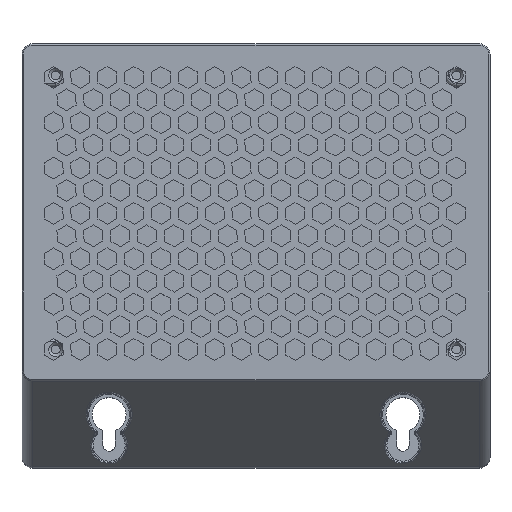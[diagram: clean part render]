
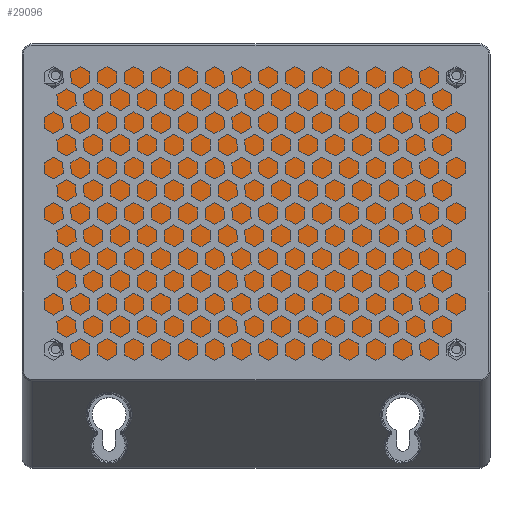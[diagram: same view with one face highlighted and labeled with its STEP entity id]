
A CAD part, top view. The second image highlights one B-rep face of the part: STEP entity #29096.
In plain terms, the highlighted planar face has unit normal (0, 0, 1).
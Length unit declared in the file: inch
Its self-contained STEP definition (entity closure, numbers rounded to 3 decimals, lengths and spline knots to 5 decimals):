
#695=CIRCLE('',#30608,0.15625);
#708=CIRCLE('',#30629,0.15625);
#727=CIRCLE('',#30664,0.15625);
#737=CIRCLE('',#30691,0.15625);
#895=LINE('',#40547,#4887);
#897=LINE('',#40556,#4889);
#901=LINE('',#40576,#4893);
#903=LINE('',#40589,#4895);
#905=LINE('',#40598,#4897);
#917=LINE('',#40649,#4909);
#921=LINE('',#40658,#4913);
#923=LINE('',#40667,#4915);
#927=LINE('',#40673,#4919);
#932=LINE('',#40690,#4924);
#941=LINE('',#40714,#4933);
#943=LINE('',#40723,#4935);
#4887=VECTOR('',#32549,0.3937);
#4889=VECTOR('',#32561,0.3937);
#4893=VECTOR('',#32585,0.3937);
#4895=VECTOR('',#32599,0.3937);
#4897=VECTOR('',#32611,0.3937);
#4909=VECTOR('',#32677,0.3937);
#4913=VECTOR('',#32687,0.3937);
#4915=VECTOR('',#32699,0.3937);
#4919=VECTOR('',#32707,0.3937);
#4924=VECTOR('',#32730,0.3937);
#4933=VECTOR('',#32761,0.3937);
#4935=VECTOR('',#32773,0.3937);
#8794=PLANE('',#30717);
#10229=FACE_OUTER_BOUND('',#11713,.T.);
#11713=EDGE_LOOP('',(#21169,#21170,#21171,#21172,#21173,#21174,#21175,#21176,
#21177,#21178,#21179,#21180,#21181,#21182,#21183,#21184));
#13632=VERTEX_POINT('',#40485);
#13638=VERTEX_POINT('',#40500);
#13646=VERTEX_POINT('',#40518);
#13650=VERTEX_POINT('',#40530);
#13653=VERTEX_POINT('',#40537);
#13657=VERTEX_POINT('',#40545);
#13659=VERTEX_POINT('',#40551);
#13660=VERTEX_POINT('',#40562);
#13663=VERTEX_POINT('',#40569);
#13666=VERTEX_POINT('',#40579);
#13670=VERTEX_POINT('',#40587);
#13672=VERTEX_POINT('',#40593);
#13686=VERTEX_POINT('',#40656);
#13688=VERTEX_POINT('',#40662);
#13695=VERTEX_POINT('',#40712);
#13697=VERTEX_POINT('',#40718);
#16514=EDGE_CURVE('',#13657,#13646,#895,.T.);
#16517=EDGE_CURVE('',#13659,#13657,#695,.T.);
#16519=EDGE_CURVE('',#13653,#13659,#897,.T.);
#16529=EDGE_CURVE('',#13663,#13653,#901,.T.);
#16535=EDGE_CURVE('',#13670,#13663,#903,.T.);
#16538=EDGE_CURVE('',#13672,#13670,#708,.T.);
#16540=EDGE_CURVE('',#13666,#13672,#905,.T.);
#16567=EDGE_CURVE('',#13660,#13666,#917,.T.);
#16572=EDGE_CURVE('',#13686,#13660,#921,.T.);
#16575=EDGE_CURVE('',#13688,#13686,#727,.T.);
#16577=EDGE_CURVE('',#13650,#13688,#923,.T.);
#16581=EDGE_CURVE('',#13638,#13650,#927,.T.);
#16590=EDGE_CURVE('',#13646,#13632,#932,.T.);
#16603=EDGE_CURVE('',#13695,#13638,#941,.T.);
#16606=EDGE_CURVE('',#13697,#13695,#737,.T.);
#16608=EDGE_CURVE('',#13632,#13697,#943,.T.);
#21169=ORIENTED_EDGE('',*,*,#16514,.F.);
#21170=ORIENTED_EDGE('',*,*,#16517,.F.);
#21171=ORIENTED_EDGE('',*,*,#16519,.F.);
#21172=ORIENTED_EDGE('',*,*,#16529,.F.);
#21173=ORIENTED_EDGE('',*,*,#16535,.F.);
#21174=ORIENTED_EDGE('',*,*,#16538,.F.);
#21175=ORIENTED_EDGE('',*,*,#16540,.F.);
#21176=ORIENTED_EDGE('',*,*,#16567,.F.);
#21177=ORIENTED_EDGE('',*,*,#16572,.F.);
#21178=ORIENTED_EDGE('',*,*,#16575,.F.);
#21179=ORIENTED_EDGE('',*,*,#16577,.F.);
#21180=ORIENTED_EDGE('',*,*,#16581,.F.);
#21181=ORIENTED_EDGE('',*,*,#16603,.F.);
#21182=ORIENTED_EDGE('',*,*,#16606,.F.);
#21183=ORIENTED_EDGE('',*,*,#16608,.F.);
#21184=ORIENTED_EDGE('',*,*,#16590,.F.);
#29096=ADVANCED_FACE('',(#10229),#8794,.T.);
#30608=AXIS2_PLACEMENT_3D('',#40553,#32555,#32556);
#30629=AXIS2_PLACEMENT_3D('',#40595,#32605,#32606);
#30664=AXIS2_PLACEMENT_3D('',#40664,#32693,#32694);
#30691=AXIS2_PLACEMENT_3D('',#40720,#32767,#32768);
#30717=AXIS2_PLACEMENT_3D('',#40790,#32849,#32850);
#32549=DIRECTION('',(0.,1.,0.));
#32555=DIRECTION('center_axis',(0.,0.,1.));
#32556=DIRECTION('ref_axis',(0.707,-0.707,0.));
#32561=DIRECTION('',(1.,0.,0.));
#32585=DIRECTION('',(0.,1.,0.));
#32599=DIRECTION('',(-1.,0.,0.));
#32605=DIRECTION('center_axis',(0.,0.,1.));
#32606=DIRECTION('ref_axis',(0.707,0.707,0.));
#32611=DIRECTION('',(0.,1.,0.));
#32677=DIRECTION('',(-1.,0.,0.));
#32687=DIRECTION('',(0.,-1.,0.));
#32693=DIRECTION('center_axis',(0.,0.,1.));
#32694=DIRECTION('ref_axis',(-0.707,0.707,0.));
#32699=DIRECTION('',(-1.,0.,0.));
#32707=DIRECTION('',(0.,-1.,0.));
#32730=DIRECTION('',(1.,0.,0.));
#32761=DIRECTION('',(1.,0.,0.));
#32767=DIRECTION('center_axis',(0.,0.,1.));
#32768=DIRECTION('ref_axis',(-0.707,-0.707,0.));
#32773=DIRECTION('',(0.,-1.,0.));
#32849=DIRECTION('center_axis',(0.,0.,1.));
#32850=DIRECTION('ref_axis',(1.,0.,0.));
#40485=CARTESIAN_POINT('',(4.64375,0.09375,0.0625));
#40500=CARTESIAN_POINT('',(5.09375,-0.33125,0.0625));
#40518=CARTESIAN_POINT('',(0.35625,0.09375,0.0625));
#40530=CARTESIAN_POINT('',(5.09375,-3.16875,0.0625));
#40537=CARTESIAN_POINT('',(-0.09375,-0.33125,0.0625));
#40545=CARTESIAN_POINT('',(0.35625,-0.175,0.0625));
#40547=CARTESIAN_POINT('',(0.35625,-0.9625,0.0625));
#40551=CARTESIAN_POINT('',(0.2,-0.33125,0.0625));
#40553=CARTESIAN_POINT('Origin',(0.2,-0.175,0.0625));
#40556=CARTESIAN_POINT('',(1.1875,-0.33125,0.0625));
#40562=CARTESIAN_POINT('',(4.64375,-3.59375,0.0625));
#40569=CARTESIAN_POINT('',(-0.09375,-3.16875,0.0625));
#40576=CARTESIAN_POINT('',(-0.09375,-2.475,0.0625));
#40579=CARTESIAN_POINT('',(0.35625,-3.59375,0.0625));
#40587=CARTESIAN_POINT('',(0.2,-3.16875,0.0625));
#40589=CARTESIAN_POINT('',(1.35,-3.16875,0.0625));
#40593=CARTESIAN_POINT('',(0.35625,-3.325,0.0625));
#40595=CARTESIAN_POINT('Origin',(0.2,-3.325,0.0625));
#40598=CARTESIAN_POINT('',(0.35625,-2.6875,0.0625));
#40649=CARTESIAN_POINT('',(3.5875,-3.59375,0.0625));
#40656=CARTESIAN_POINT('',(4.64375,-3.325,0.0625));
#40658=CARTESIAN_POINT('',(4.64375,-2.5375,0.0625));
#40662=CARTESIAN_POINT('',(4.8,-3.16875,0.0625));
#40664=CARTESIAN_POINT('Origin',(4.8,-3.325,0.0625));
#40667=CARTESIAN_POINT('',(3.8125,-3.16875,0.0625));
#40673=CARTESIAN_POINT('',(5.09375,-1.025,0.0625));
#40690=CARTESIAN_POINT('',(1.4125,0.09375,0.0625));
#40712=CARTESIAN_POINT('',(4.8,-0.33125,0.0625));
#40714=CARTESIAN_POINT('',(3.65,-0.33125,0.0625));
#40718=CARTESIAN_POINT('',(4.64375,-0.175,0.0625));
#40720=CARTESIAN_POINT('Origin',(4.8,-0.175,0.0625));
#40723=CARTESIAN_POINT('',(4.64375,-0.8125,0.0625));
#40790=CARTESIAN_POINT('Origin',(2.5,-1.75,0.0625));
